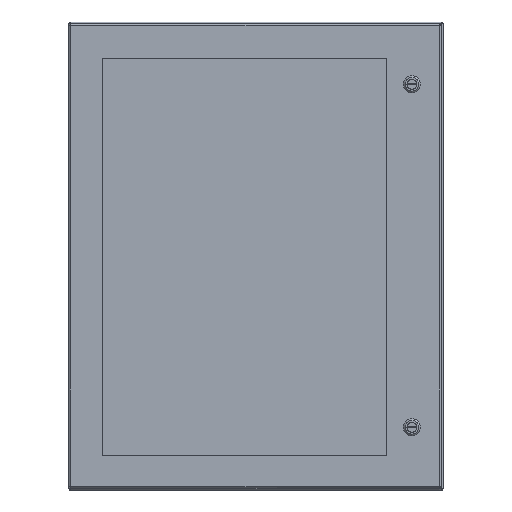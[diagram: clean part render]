
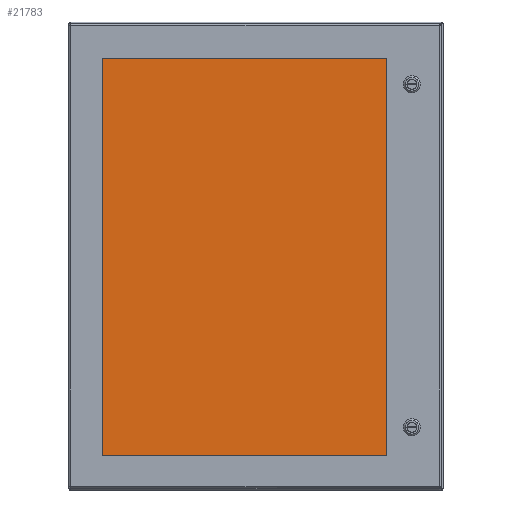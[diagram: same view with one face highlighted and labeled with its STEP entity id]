
A CAD part, top view. The second image highlights one B-rep face of the part: STEP entity #21783.
In plain terms, the highlighted planar face has unit normal (0, 0, 1).
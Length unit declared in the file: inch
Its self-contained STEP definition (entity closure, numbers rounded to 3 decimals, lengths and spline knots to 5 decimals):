
#21641=CARTESIAN_POINT('',(0.0,0.0,0.25));
#21642=VERTEX_POINT('',#21641);
#21643=CARTESIAN_POINT('',(0.,26.5,0.25));
#21644=VERTEX_POINT('',#21643);
#21645=CARTESIAN_POINT('',(0.0,0.0,0.25));
#21646=DIRECTION('',(0.0,1.0,0.0));
#21647=VECTOR('',#21646,26.5);
#21648=LINE('',#21645,#21647);
#21649=EDGE_CURVE('',#21642,#21644,#21648,.T.);
#21681=CARTESIAN_POINT('',(19.25,26.5,0.25));
#21682=VERTEX_POINT('',#21681);
#21683=CARTESIAN_POINT('',(0.,26.5,0.25));
#21684=DIRECTION('',(1.0,0.0,0.0));
#21685=VECTOR('',#21684,19.25);
#21686=LINE('',#21683,#21685);
#21687=EDGE_CURVE('',#21644,#21682,#21686,.T.);
#21712=CARTESIAN_POINT('',(19.25,0.,0.25));
#21713=VERTEX_POINT('',#21712);
#21714=CARTESIAN_POINT('',(19.25,26.5,0.25));
#21715=DIRECTION('',(0.0,-1.0,0.0));
#21716=VECTOR('',#21715,26.5);
#21717=LINE('',#21714,#21716);
#21718=EDGE_CURVE('',#21682,#21713,#21717,.T.);
#21743=CARTESIAN_POINT('',(19.25,0.,0.25));
#21744=DIRECTION('',(-1.0,0.0,0.0));
#21745=VECTOR('',#21744,19.25);
#21746=LINE('',#21743,#21745);
#21747=EDGE_CURVE('',#21713,#21642,#21746,.T.);
#21772=CARTESIAN_POINT('',(9.625,13.25,0.25));
#21773=DIRECTION('',(0.0,0.0,1.0));
#21774=DIRECTION('',(1.0,0.0,0.0));
#21775=AXIS2_PLACEMENT_3D('',#21772,#21773,#21774);
#21776=PLANE('',#21775);
#21777=ORIENTED_EDGE('',*,*,#21649,.F.);
#21778=ORIENTED_EDGE('',*,*,#21747,.F.);
#21779=ORIENTED_EDGE('',*,*,#21718,.F.);
#21780=ORIENTED_EDGE('',*,*,#21687,.F.);
#21781=EDGE_LOOP('',(#21777,#21778,#21779,#21780));
#21782=FACE_OUTER_BOUND('',#21781,.T.);
#21783=ADVANCED_FACE('',(#21782),#21776,.T.);
